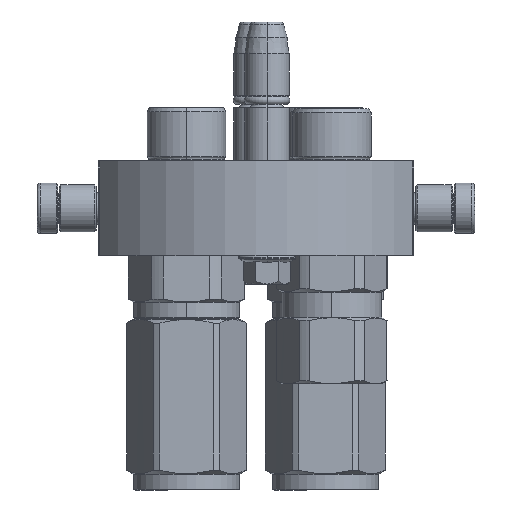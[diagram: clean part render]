
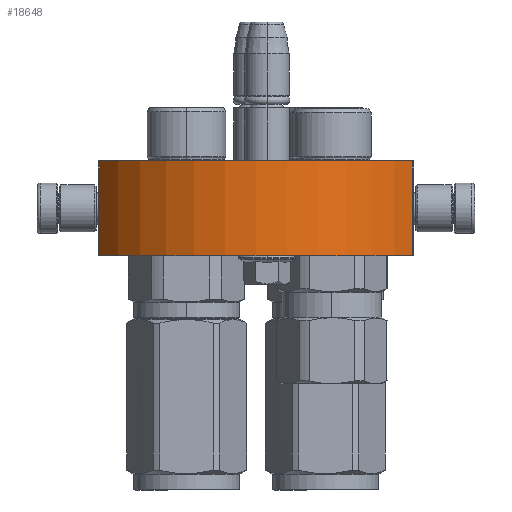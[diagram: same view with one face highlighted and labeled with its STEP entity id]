
A CAD part, left-side view. The second image highlights one B-rep face of the part: STEP entity #18648.
In plain terms, the highlighted cylindrical face has radius 57.25 mm (diameter 114.5 mm), a partial arc.
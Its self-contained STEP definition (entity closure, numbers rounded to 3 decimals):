
#1487 = DIRECTION ( 'NONE',  ( 0.865, 0., -0.502 ) ) ;
#3472 = EDGE_CURVE ( 'NONE', #59177, #59598, #24500, .T. ) ;
#4065 = ORIENTED_EDGE ( 'NONE', *, *, #63510, .T. ) ;
#4836 = EDGE_CURVE ( 'NONE', #66566, #12567, #39436, .T. ) ;
#5641 = DIRECTION ( 'NONE',  ( 0., 1., 0. ) ) ;
#6868 = DIRECTION ( 'NONE',  ( 0., 1., 0. ) ) ;
#9498 = CARTESIAN_POINT ( 'NONE',  ( -49.5, 0., -28.763 ) ) ;
#11023 = CARTESIAN_POINT ( 'NONE',  ( 0., 30., 0. ) ) ;
#11993 = CARTESIAN_POINT ( 'NONE',  ( 49.5, 0., -28.763 ) ) ;
#12567 = VERTEX_POINT ( 'NONE', #26746 ) ;
#14241 = CYLINDRICAL_SURFACE ( 'NONE', #30041, 57.25 ) ;
#16401 = DIRECTION ( 'NONE',  ( 0.865, 0., -0.502 ) ) ;
#18648 = ADVANCED_FACE ( 'NONE', ( #20109 ), #14241, .T. ) ;
#19826 = LINE ( 'NONE', #11993, #67119 ) ;
#20109 = FACE_OUTER_BOUND ( 'NONE', #39398, .T. ) ;
#24385 = DIRECTION ( 'NONE',  ( 1., 0., 0. ) ) ;
#24500 = CIRCLE ( 'NONE', #61106, 57.25 ) ;
#25246 = DIRECTION ( 'NONE',  ( 0., 1., 0. ) ) ;
#26746 = CARTESIAN_POINT ( 'NONE',  ( -49.5, 30., -28.763 ) ) ;
#30041 = AXIS2_PLACEMENT_3D ( 'NONE', #67611, #40916, #24385 ) ;
#30655 = ORIENTED_EDGE ( 'NONE', *, *, #4836, .F. ) ;
#32744 = CARTESIAN_POINT ( 'NONE',  ( 49.5, 0., -28.763 ) ) ;
#35733 = CARTESIAN_POINT ( 'NONE',  ( 49.5, 30., -28.763 ) ) ;
#36025 = CARTESIAN_POINT ( 'NONE',  ( -49.5, 0., -28.763 ) ) ;
#36631 = ORIENTED_EDGE ( 'NONE', *, *, #3472, .T. ) ;
#39398 = EDGE_LOOP ( 'NONE', ( #30655, #44701, #36631, #4065 ) ) ;
#39436 = CIRCLE ( 'NONE', #49942, 57.25 ) ;
#40916 = DIRECTION ( 'NONE',  ( 0., -1., 0. ) ) ;
#44701 = ORIENTED_EDGE ( 'NONE', *, *, #68053, .F. ) ;
#49942 = AXIS2_PLACEMENT_3D ( 'NONE', #11023, #5641, #16401 ) ;
#54569 = VECTOR ( 'NONE', #25246, 1000. ) ;
#59177 = VERTEX_POINT ( 'NONE', #32744 ) ;
#59598 = VERTEX_POINT ( 'NONE', #36025 ) ;
#61010 = DIRECTION ( 'NONE',  ( 0., 1., 0. ) ) ;
#61106 = AXIS2_PLACEMENT_3D ( 'NONE', #61292, #6868, #1487 ) ;
#61292 = CARTESIAN_POINT ( 'NONE',  ( 0., 0., 0. ) ) ;
#63021 = LINE ( 'NONE', #9498, #54569 ) ;
#63510 = EDGE_CURVE ( 'NONE', #59598, #12567, #63021, .T. ) ;
#66566 = VERTEX_POINT ( 'NONE', #35733 ) ;
#67119 = VECTOR ( 'NONE', #61010, 1000. ) ;
#67611 = CARTESIAN_POINT ( 'NONE',  ( 0., 0., 0. ) ) ;
#68053 = EDGE_CURVE ( 'NONE', #59177, #66566, #19826, .T. ) ;
